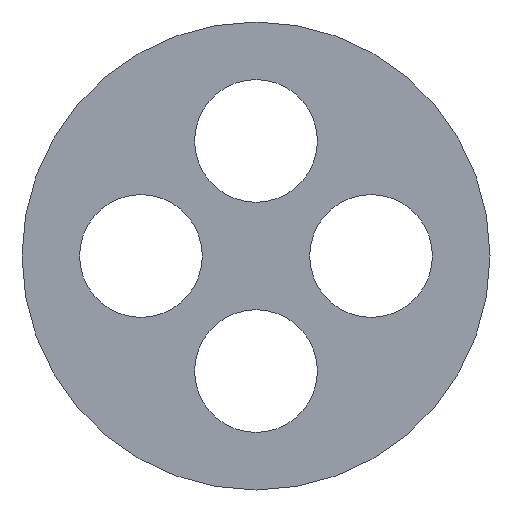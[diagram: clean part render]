
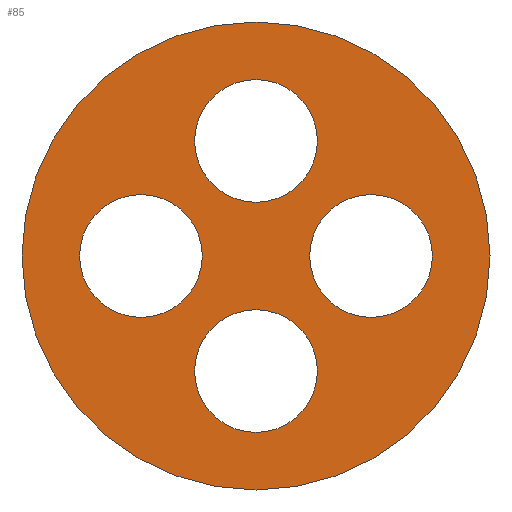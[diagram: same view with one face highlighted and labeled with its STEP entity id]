
A CAD part, left-side view. The second image highlights one B-rep face of the part: STEP entity #85.
In plain terms, the highlighted planar face has unit normal (-1, 0, 0).
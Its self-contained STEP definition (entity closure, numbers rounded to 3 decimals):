
#85 = ADVANCED_FACE( '', ( #188, #189, #190, #191, #192 ), #193, .F. );
#188 = FACE_BOUND( '', #309, .T. );
#189 = FACE_BOUND( '', #310, .T. );
#190 = FACE_BOUND( '', #311, .T. );
#191 = FACE_BOUND( '', #312, .T. );
#192 = FACE_OUTER_BOUND( '', #313, .T. );
#193 = PLANE( '', #314 );
#309 = EDGE_LOOP( '', ( #491 ) );
#310 = EDGE_LOOP( '', ( #492 ) );
#311 = EDGE_LOOP( '', ( #493 ) );
#312 = EDGE_LOOP( '', ( #494 ) );
#313 = EDGE_LOOP( '', ( #495 ) );
#314 = AXIS2_PLACEMENT_3D( '', #496, #497, #498 );
#491 = ORIENTED_EDGE( '', *, *, #738, .T. );
#492 = ORIENTED_EDGE( '', *, *, #683, .T. );
#493 = ORIENTED_EDGE( '', *, *, #739, .T. );
#494 = ORIENTED_EDGE( '', *, *, #740, .T. );
#495 = ORIENTED_EDGE( '', *, *, #741, .F. );
#496 = CARTESIAN_POINT( '', ( 0., 0., 0. ) );
#497 = DIRECTION( '', ( 1., 0., 0. ) );
#498 = DIRECTION( '', ( 0., 0., -1. ) );
#683 = EDGE_CURVE( '', #807, #807, #808, .T. );
#738 = EDGE_CURVE( '', #900, #900, #901, .T. );
#739 = EDGE_CURVE( '', #902, #902, #903, .T. );
#740 = EDGE_CURVE( '', #904, #904, #905, .T. );
#741 = EDGE_CURVE( '', #906, #906, #907, .T. );
#807 = VERTEX_POINT( '', #988 );
#808 = CIRCLE( '', #989, 4. );
#900 = VERTEX_POINT( '', #1105 );
#901 = CIRCLE( '', #1106, 4. );
#902 = VERTEX_POINT( '', #1107 );
#903 = CIRCLE( '', #1108, 4. );
#904 = VERTEX_POINT( '', #1109 );
#905 = CIRCLE( '', #1110, 4. );
#906 = VERTEX_POINT( '', #1111 );
#907 = CIRCLE( '', #1112, 15.25 );
#988 = CARTESIAN_POINT( '', ( 0., -7.5, -4. ) );
#989 = AXIS2_PLACEMENT_3D( '', #1195, #1196, #1197 );
#1105 = CARTESIAN_POINT( '', ( 0., 0., 3.5 ) );
#1106 = AXIS2_PLACEMENT_3D( '', #1276, #1277, #1278 );
#1107 = CARTESIAN_POINT( '', ( 0., 7.5, -4. ) );
#1108 = AXIS2_PLACEMENT_3D( '', #1279, #1280, #1281 );
#1109 = CARTESIAN_POINT( '', ( 0., 0., -11.5 ) );
#1110 = AXIS2_PLACEMENT_3D( '', #1282, #1283, #1284 );
#1111 = CARTESIAN_POINT( '', ( 0., 0., -15.25 ) );
#1112 = AXIS2_PLACEMENT_3D( '', #1285, #1286, #1287 );
#1195 = CARTESIAN_POINT( '', ( 0., -7.5, 0. ) );
#1196 = DIRECTION( '', ( 1., 0., 0. ) );
#1197 = DIRECTION( '', ( 0., 0., -1. ) );
#1276 = CARTESIAN_POINT( '', ( 0., 0., 7.5 ) );
#1277 = DIRECTION( '', ( 1., 0., 0. ) );
#1278 = DIRECTION( '', ( 0., 0., -1. ) );
#1279 = CARTESIAN_POINT( '', ( 0., 7.5, 0. ) );
#1280 = DIRECTION( '', ( 1., 0., 0. ) );
#1281 = DIRECTION( '', ( 0., 0., -1. ) );
#1282 = CARTESIAN_POINT( '', ( 0., 0., -7.5 ) );
#1283 = DIRECTION( '', ( 1., 0., 0. ) );
#1284 = DIRECTION( '', ( 0., 0., -1. ) );
#1285 = CARTESIAN_POINT( '', ( 0., 0., 0. ) );
#1286 = DIRECTION( '', ( 1., 0., 0. ) );
#1287 = DIRECTION( '', ( 0., 0., -1. ) );
